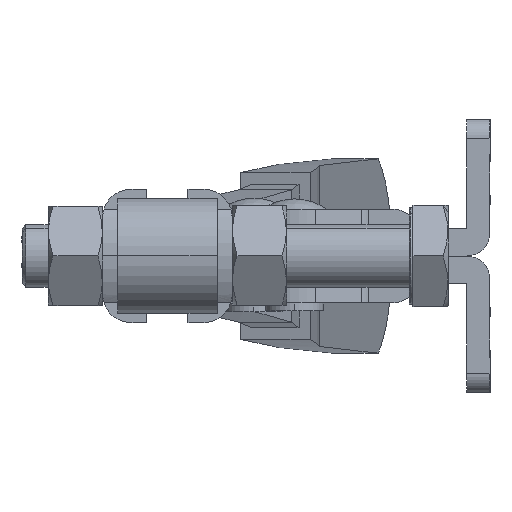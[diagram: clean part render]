
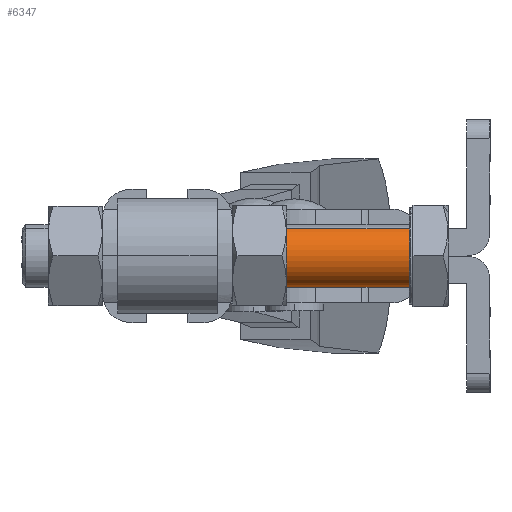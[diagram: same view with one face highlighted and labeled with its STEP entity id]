
A CAD part, left-side view. The second image highlights one B-rep face of the part: STEP entity #6347.
In plain terms, the highlighted cylindrical face has radius 4 mm (diameter 8 mm), a partial arc.
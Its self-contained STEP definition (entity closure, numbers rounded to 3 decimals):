
#192 = DIRECTION ( 'NONE',  ( -0.5, 0., 0.866 ) ) ;
#468 = LINE ( 'NONE', #5571, #9627 ) ;
#810 = CARTESIAN_POINT ( 'NONE',  ( -44.931, 25.98, 3.47 ) ) ;
#1026 = VECTOR ( 'NONE', #2680, 1000. ) ;
#1271 = CARTESIAN_POINT ( 'NONE',  ( -40.931, 25.98, -3.458 ) ) ;
#1305 = ORIENTED_EDGE ( 'NONE', *, *, #10579, .F. ) ;
#1633 = ORIENTED_EDGE ( 'NONE', *, *, #5622, .T. ) ;
#2153 = ORIENTED_EDGE ( 'NONE', *, *, #4833, .F. ) ;
#2561 = AXIS2_PLACEMENT_3D ( 'NONE', #2945, #2901, #9369 ) ;
#2680 = DIRECTION ( 'NONE',  ( 0., -1., 0. ) ) ;
#2807 = VERTEX_POINT ( 'NONE', #7967 ) ;
#2901 = DIRECTION ( 'NONE',  ( 0., -1., 0. ) ) ;
#2945 = CARTESIAN_POINT ( 'NONE',  ( -42.931, 59.847, 0.006 ) ) ;
#3314 = VERTEX_POINT ( 'NONE', #1271 ) ;
#3476 = LINE ( 'NONE', #4529, #1026 ) ;
#4007 = AXIS2_PLACEMENT_3D ( 'NONE', #11143, #5662, #192 ) ;
#4223 = EDGE_LOOP ( 'NONE', ( #1305, #2153, #1633, #4764 ) ) ;
#4529 = CARTESIAN_POINT ( 'NONE',  ( -44.931, 59.847, 3.47 ) ) ;
#4721 = CARTESIAN_POINT ( 'NONE',  ( -40.931, 10.347, -3.458 ) ) ;
#4764 = ORIENTED_EDGE ( 'NONE', *, *, #11600, .T. ) ;
#4833 = EDGE_CURVE ( 'NONE', #3314, #8758, #9228, .T. ) ;
#4854 = DIRECTION ( 'NONE',  ( 0., 1., 0. ) ) ;
#5213 = FACE_OUTER_BOUND ( 'NONE', #4223, .T. ) ;
#5571 = CARTESIAN_POINT ( 'NONE',  ( -40.931, 59.847, -3.458 ) ) ;
#5622 = EDGE_CURVE ( 'NONE', #3314, #9519, #468, .T. ) ;
#5662 = DIRECTION ( 'NONE',  ( 0., 1., 0. ) ) ;
#6347 = ADVANCED_FACE ( 'NONE', ( #5213 ), #11063, .T. ) ;
#7967 = CARTESIAN_POINT ( 'NONE',  ( -44.931, 10.347, 3.47 ) ) ;
#8758 = VERTEX_POINT ( 'NONE', #810 ) ;
#9228 = CIRCLE ( 'NONE', #10895, 4. ) ;
#9369 = DIRECTION ( 'NONE',  ( 0.5, 0., -0.866 ) ) ;
#9519 = VERTEX_POINT ( 'NONE', #4721 ) ;
#9627 = VECTOR ( 'NONE', #11050, 1000. ) ;
#10318 = CARTESIAN_POINT ( 'NONE',  ( -42.931, 25.98, 0.006 ) ) ;
#10579 = EDGE_CURVE ( 'NONE', #8758, #2807, #3476, .T. ) ;
#10895 = AXIS2_PLACEMENT_3D ( 'NONE', #10318, #4854, #11242 ) ;
#11050 = DIRECTION ( 'NONE',  ( 0., -1., 0. ) ) ;
#11063 = CYLINDRICAL_SURFACE ( 'NONE', #2561, 4. ) ;
#11143 = CARTESIAN_POINT ( 'NONE',  ( -42.931, 10.347, 0.006 ) ) ;
#11242 = DIRECTION ( 'NONE',  ( -1., 0., 0. ) ) ;
#11461 = CIRCLE ( 'NONE', #4007, 4. ) ;
#11600 = EDGE_CURVE ( 'NONE', #9519, #2807, #11461, .T. ) ;
